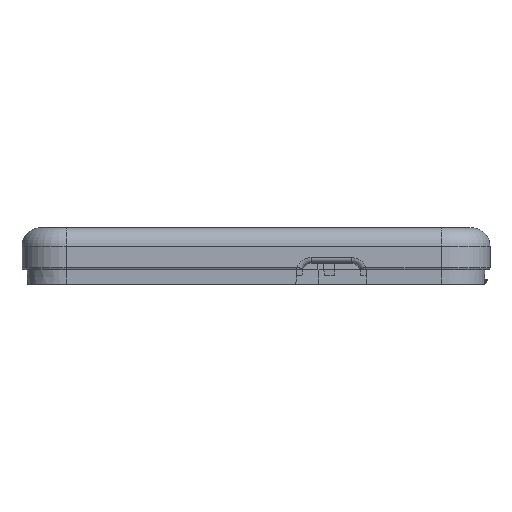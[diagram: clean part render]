
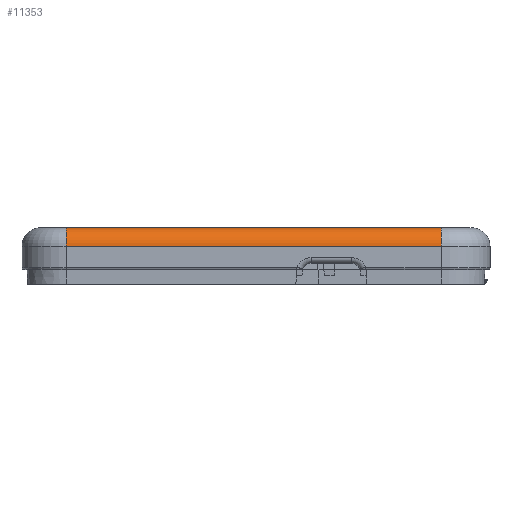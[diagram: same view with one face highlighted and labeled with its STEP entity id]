
A CAD part, left-side view. The second image highlights one B-rep face of the part: STEP entity #11353.
In plain terms, the highlighted cylindrical face has radius 5 mm (diameter 10 mm), a partial arc.
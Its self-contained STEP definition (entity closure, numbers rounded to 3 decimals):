
#862=CIRCLE('',#12543,5.);
#864=CIRCLE('',#12546,5.);
#947=CYLINDRICAL_SURFACE('',#12545,5.);
#1560=FACE_OUTER_BOUND('',#2220,.T.);
#2220=EDGE_LOOP('',(#10311,#10312,#10313,#10314));
#2517=LINE('',#17412,#3523);
#3197=LINE('',#19756,#4203);
#3523=VECTOR('',#13307,10.);
#4203=VECTOR('',#15551,10.);
#4596=VERTEX_POINT('',#17409);
#4597=VERTEX_POINT('',#17411);
#5222=VERTEX_POINT('',#19753);
#5223=VERTEX_POINT('',#19755);
#5750=EDGE_CURVE('',#4597,#4596,#2517,.T.);
#6827=EDGE_CURVE('',#5223,#5222,#3197,.T.);
#6968=EDGE_CURVE('',#4597,#5222,#862,.T.);
#6970=EDGE_CURVE('',#4596,#5223,#864,.T.);
#10311=ORIENTED_EDGE('',*,*,#6970,.T.);
#10312=ORIENTED_EDGE('',*,*,#6827,.T.);
#10313=ORIENTED_EDGE('',*,*,#6968,.F.);
#10314=ORIENTED_EDGE('',*,*,#5750,.T.);
#11353=ADVANCED_FACE('',(#1560),#947,.T.);
#12543=AXIS2_PLACEMENT_3D('',#20125,#15927,#15928);
#12545=AXIS2_PLACEMENT_3D('',#20127,#15931,#15932);
#12546=AXIS2_PLACEMENT_3D('',#20128,#15933,#15934);
#13307=DIRECTION('',(0.,-1.,0.));
#15551=DIRECTION('',(0.,1.,0.));
#15927=DIRECTION('center_axis',(0.,1.,0.));
#15928=DIRECTION('ref_axis',(-1.,0.,0.));
#15931=DIRECTION('center_axis',(0.,-1.,0.));
#15932=DIRECTION('ref_axis',(-0.707,0.,0.707));
#15933=DIRECTION('center_axis',(0.,1.,0.));
#15934=DIRECTION('ref_axis',(-1.,0.,0.));
#17409=CARTESIAN_POINT('',(-42.3,-50.511,8.));
#17411=CARTESIAN_POINT('',(-42.3,51.741,8.));
#17412=CARTESIAN_POINT('',(-42.3,-25.255,8.));
#19753=CARTESIAN_POINT('',(-37.3,51.741,13.));
#19755=CARTESIAN_POINT('',(-37.3,-50.511,13.));
#19756=CARTESIAN_POINT('',(-37.3,-25.255,13.));
#20125=CARTESIAN_POINT('Origin',(-37.3,51.741,8.));
#20127=CARTESIAN_POINT('Origin',(-37.3,-25.255,8.));
#20128=CARTESIAN_POINT('Origin',(-37.3,-50.511,8.));
